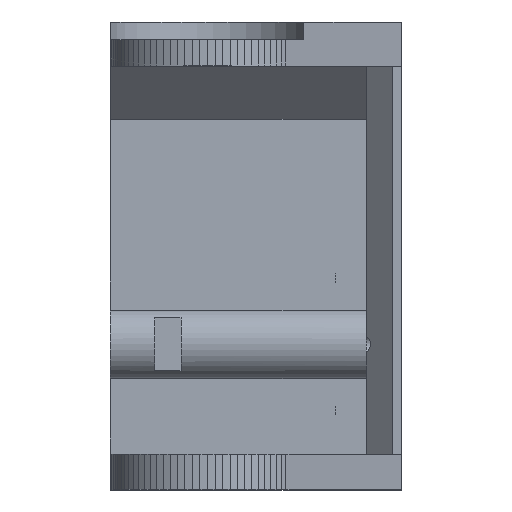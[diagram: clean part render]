
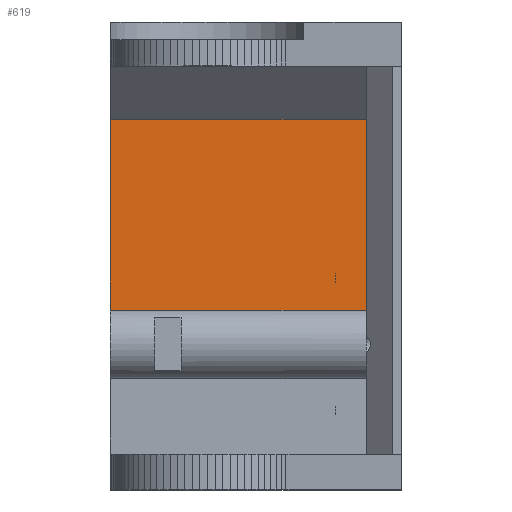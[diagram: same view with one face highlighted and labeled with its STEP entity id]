
A CAD part, top view. The second image highlights one B-rep face of the part: STEP entity #619.
In plain terms, the highlighted planar face has unit normal (0, 0, 1).
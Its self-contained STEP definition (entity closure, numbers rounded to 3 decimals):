
#32 = PLANE('',#33);
#33 = AXIS2_PLACEMENT_3D('',#34,#35,#36);
#34 = CARTESIAN_POINT('',(-14.,-1.,-73.));
#35 = DIRECTION('',(1.,0.,0.));
#36 = DIRECTION('',(0.,0.,1.));
#219 = VERTEX_POINT('',#220);
#220 = CARTESIAN_POINT('',(-14.,41.,-95.));
#234 = PLANE('',#235);
#235 = AXIS2_PLACEMENT_3D('',#236,#237,#238);
#236 = CARTESIAN_POINT('',(-14.,44.,-92.));
#237 = DIRECTION('',(0.,-0.707,0.707));
#238 = DIRECTION('',(1.,0.,0.));
#246 = EDGE_CURVE('',#219,#247,#249,.T.);
#247 = VERTEX_POINT('',#248);
#248 = CARTESIAN_POINT('',(-14.,26.454,-95.));
#249 = SURFACE_CURVE('',#250,(#254,#260),.PCURVE_S1.);
#250 = LINE('',#251,#252);
#251 = CARTESIAN_POINT('',(-14.,1.,-95.));
#252 = VECTOR('',#253,1.);
#253 = DIRECTION('',(0.,-1.,0.));
#254 = PCURVE('',#32,#255);
#255 = DEFINITIONAL_REPRESENTATION('',(#256),#259);
#256 = B_SPLINE_CURVE_WITH_KNOTS('',1,(#257,#258),.UNSPECIFIED.,.F.,.F.,
  (2,2),(-46.,-2.),.PIECEWISE_BEZIER_KNOTS.);
#257 = CARTESIAN_POINT('',(-22.,-48.));
#258 = CARTESIAN_POINT('',(-22.,-4.));
#259 = ( GEOMETRIC_REPRESENTATION_CONTEXT(2) 
PARAMETRIC_REPRESENTATION_CONTEXT() REPRESENTATION_CONTEXT('2D SPACE',''
  ) );
#260 = PCURVE('',#261,#266);
#261 = PLANE('',#262);
#262 = AXIS2_PLACEMENT_3D('',#263,#264,#265);
#263 = CARTESIAN_POINT('',(-26.,3.,-95.));
#264 = DIRECTION('',(0.,0.,1.));
#265 = DIRECTION('',(1.,0.,0.));
#266 = DEFINITIONAL_REPRESENTATION('',(#267),#270);
#267 = B_SPLINE_CURVE_WITH_KNOTS('',1,(#268,#269),.UNSPECIFIED.,.F.,.F.,
  (2,2),(-46.,-2.),.PIECEWISE_BEZIER_KNOTS.);
#268 = CARTESIAN_POINT('',(12.,44.));
#269 = CARTESIAN_POINT('',(12.,0.));
#270 = ( GEOMETRIC_REPRESENTATION_CONTEXT(2) 
PARAMETRIC_REPRESENTATION_CONTEXT() REPRESENTATION_CONTEXT('2D SPACE',''
  ) );
#291 = PLANE('',#292);
#292 = AXIS2_PLACEMENT_3D('',#293,#294,#295);
#293 = CARTESIAN_POINT('',(-14.,15.5,-96.));
#294 = DIRECTION('',(-1.,0.,0.));
#295 = DIRECTION('',(0.,0.,-1.));
#437 = EDGE_CURVE('',#438,#247,#440,.T.);
#438 = VERTEX_POINT('',#439);
#439 = CARTESIAN_POINT('',(-14.,19.373,-95.));
#440 = SURFACE_CURVE('',#441,(#445,#451),.PCURVE_S1.);
#441 = LINE('',#442,#443);
#442 = CARTESIAN_POINT('',(-14.,9.25,-95.));
#443 = VECTOR('',#444,1.);
#444 = DIRECTION('',(0.,1.,0.));
#445 = PCURVE('',#291,#446);
#446 = DEFINITIONAL_REPRESENTATION('',(#447),#450);
#447 = B_SPLINE_CURVE_WITH_KNOTS('',1,(#448,#449),.UNSPECIFIED.,.F.,.F.,
  (2,2),(-4.983,17.483),.PIECEWISE_BEZIER_KNOTS.);
#448 = CARTESIAN_POINT('',(-1.,11.233));
#449 = CARTESIAN_POINT('',(-1.,-11.233));
#450 = ( GEOMETRIC_REPRESENTATION_CONTEXT(2) 
PARAMETRIC_REPRESENTATION_CONTEXT() REPRESENTATION_CONTEXT('2D SPACE',''
  ) );
#451 = PCURVE('',#261,#452);
#452 = DEFINITIONAL_REPRESENTATION('',(#453),#456);
#453 = B_SPLINE_CURVE_WITH_KNOTS('',1,(#454,#455),.UNSPECIFIED.,.F.,.F.,
  (2,2),(-4.983,17.483),.PIECEWISE_BEZIER_KNOTS.);
#454 = CARTESIAN_POINT('',(12.,1.267));
#455 = CARTESIAN_POINT('',(12.,23.733));
#456 = ( GEOMETRIC_REPRESENTATION_CONTEXT(2) 
PARAMETRIC_REPRESENTATION_CONTEXT() REPRESENTATION_CONTEXT('2D SPACE',''
  ) );
#619 = ADVANCED_FACE('',(#620),#261,.T.);
#620 = FACE_BOUND('',#621,.T.);
#621 = EDGE_LOOP('',(#622,#648,#674,#695,#716,#717));
#622 = ORIENTED_EDGE('',*,*,#623,.F.);
#623 = EDGE_CURVE('',#624,#438,#626,.T.);
#624 = VERTEX_POINT('',#625);
#625 = CARTESIAN_POINT('',(15.,19.373,-95.));
#626 = SURFACE_CURVE('',#627,(#631,#637),.PCURVE_S1.);
#627 = LINE('',#628,#629);
#628 = CARTESIAN_POINT('',(19.,19.373,-95.));
#629 = VECTOR('',#630,1.);
#630 = DIRECTION('',(-1.,0.,0.));
#631 = PCURVE('',#261,#632);
#632 = DEFINITIONAL_REPRESENTATION('',(#633),#636);
#633 = B_SPLINE_CURVE_WITH_KNOTS('',1,(#634,#635),.UNSPECIFIED.,.F.,.F.,
  (2,2),(1.1,33.),.PIECEWISE_BEZIER_KNOTS.);
#634 = CARTESIAN_POINT('',(43.9,16.373));
#635 = CARTESIAN_POINT('',(12.,16.373));
#636 = ( GEOMETRIC_REPRESENTATION_CONTEXT(2) 
PARAMETRIC_REPRESENTATION_CONTEXT() REPRESENTATION_CONTEXT('2D SPACE',''
  ) );
#637 = PCURVE('',#638,#643);
#638 = CYLINDRICAL_SURFACE('',#639,4.);
#639 = AXIS2_PLACEMENT_3D('',#640,#641,#642);
#640 = CARTESIAN_POINT('',(19.,15.5,-96.));
#641 = DIRECTION('',(-1.,0.,0.));
#642 = DIRECTION('',(0.,0.,-1.));
#643 = DEFINITIONAL_REPRESENTATION('',(#644),#647);
#644 = B_SPLINE_CURVE_WITH_KNOTS('',1,(#645,#646),.UNSPECIFIED.,.F.,.F.,
  (2,2),(1.1,33.),.PIECEWISE_BEZIER_KNOTS.);
#645 = CARTESIAN_POINT('',(4.46,1.1));
#646 = CARTESIAN_POINT('',(4.46,33.));
#647 = ( GEOMETRIC_REPRESENTATION_CONTEXT(2) 
PARAMETRIC_REPRESENTATION_CONTEXT() REPRESENTATION_CONTEXT('2D SPACE',''
  ) );
#648 = ORIENTED_EDGE('',*,*,#649,.T.);
#649 = EDGE_CURVE('',#624,#650,#652,.T.);
#650 = VERTEX_POINT('',#651);
#651 = CARTESIAN_POINT('',(15.,23.,-95.));
#652 = SURFACE_CURVE('',#653,(#657,#663),.PCURVE_S1.);
#653 = LINE('',#654,#655);
#654 = CARTESIAN_POINT('',(15.,27.5,-95.));
#655 = VECTOR('',#656,1.);
#656 = DIRECTION('',(0.,1.,0.));
#657 = PCURVE('',#261,#658);
#658 = DEFINITIONAL_REPRESENTATION('',(#659),#662);
#659 = B_SPLINE_CURVE_WITH_KNOTS('',1,(#660,#661),.UNSPECIFIED.,.F.,.F.,
  (2,2),(-24.5,13.5),.PIECEWISE_BEZIER_KNOTS.);
#660 = CARTESIAN_POINT('',(41.,0.));
#661 = CARTESIAN_POINT('',(41.,38.));
#662 = ( GEOMETRIC_REPRESENTATION_CONTEXT(2) 
PARAMETRIC_REPRESENTATION_CONTEXT() REPRESENTATION_CONTEXT('2D SPACE',''
  ) );
#663 = PCURVE('',#664,#669);
#664 = PLANE('',#665);
#665 = AXIS2_PLACEMENT_3D('',#666,#667,#668);
#666 = CARTESIAN_POINT('',(15.,52.,-99.));
#667 = DIRECTION('',(1.,0.,0.));
#668 = DIRECTION('',(0.,-1.,0.));
#669 = DEFINITIONAL_REPRESENTATION('',(#670),#673);
#670 = B_SPLINE_CURVE_WITH_KNOTS('',1,(#671,#672),.UNSPECIFIED.,.F.,.F.,
  (2,2),(-24.5,13.5),.PIECEWISE_BEZIER_KNOTS.);
#671 = CARTESIAN_POINT('',(49.,-4.));
#672 = CARTESIAN_POINT('',(11.,-4.));
#673 = ( GEOMETRIC_REPRESENTATION_CONTEXT(2) 
PARAMETRIC_REPRESENTATION_CONTEXT() REPRESENTATION_CONTEXT('2D SPACE',''
  ) );
#674 = ORIENTED_EDGE('',*,*,#675,.T.);
#675 = EDGE_CURVE('',#650,#676,#678,.T.);
#676 = VERTEX_POINT('',#677);
#677 = CARTESIAN_POINT('',(15.,41.,-95.));
#678 = SURFACE_CURVE('',#679,(#683,#689),.PCURVE_S1.);
#679 = LINE('',#680,#681);
#680 = CARTESIAN_POINT('',(15.,27.5,-95.));
#681 = VECTOR('',#682,1.);
#682 = DIRECTION('',(0.,1.,0.));
#683 = PCURVE('',#261,#684);
#684 = DEFINITIONAL_REPRESENTATION('',(#685),#688);
#685 = B_SPLINE_CURVE_WITH_KNOTS('',1,(#686,#687),.UNSPECIFIED.,.F.,.F.,
  (2,2),(-24.5,13.5),.PIECEWISE_BEZIER_KNOTS.);
#686 = CARTESIAN_POINT('',(41.,0.));
#687 = CARTESIAN_POINT('',(41.,38.));
#688 = ( GEOMETRIC_REPRESENTATION_CONTEXT(2) 
PARAMETRIC_REPRESENTATION_CONTEXT() REPRESENTATION_CONTEXT('2D SPACE',''
  ) );
#689 = PCURVE('',#664,#690);
#690 = DEFINITIONAL_REPRESENTATION('',(#691),#694);
#691 = B_SPLINE_CURVE_WITH_KNOTS('',1,(#692,#693),.UNSPECIFIED.,.F.,.F.,
  (2,2),(-24.5,13.5),.PIECEWISE_BEZIER_KNOTS.);
#692 = CARTESIAN_POINT('',(49.,-4.));
#693 = CARTESIAN_POINT('',(11.,-4.));
#694 = ( GEOMETRIC_REPRESENTATION_CONTEXT(2) 
PARAMETRIC_REPRESENTATION_CONTEXT() REPRESENTATION_CONTEXT('2D SPACE',''
  ) );
#695 = ORIENTED_EDGE('',*,*,#696,.F.);
#696 = EDGE_CURVE('',#219,#676,#697,.T.);
#697 = SURFACE_CURVE('',#698,(#702,#709),.PCURVE_S1.);
#698 = LINE('',#699,#700);
#699 = CARTESIAN_POINT('',(-14.,41.,-95.));
#700 = VECTOR('',#701,1.);
#701 = DIRECTION('',(1.,0.,0.));
#702 = PCURVE('',#261,#703);
#703 = DEFINITIONAL_REPRESENTATION('',(#704),#708);
#704 = LINE('',#705,#706);
#705 = CARTESIAN_POINT('',(12.,38.));
#706 = VECTOR('',#707,1.);
#707 = DIRECTION('',(1.,0.));
#708 = ( GEOMETRIC_REPRESENTATION_CONTEXT(2) 
PARAMETRIC_REPRESENTATION_CONTEXT() REPRESENTATION_CONTEXT('2D SPACE',''
  ) );
#709 = PCURVE('',#234,#710);
#710 = DEFINITIONAL_REPRESENTATION('',(#711),#715);
#711 = LINE('',#712,#713);
#712 = CARTESIAN_POINT('',(0.,-4.243));
#713 = VECTOR('',#714,1.);
#714 = DIRECTION('',(1.,0.));
#715 = ( GEOMETRIC_REPRESENTATION_CONTEXT(2) 
PARAMETRIC_REPRESENTATION_CONTEXT() REPRESENTATION_CONTEXT('2D SPACE',''
  ) );
#716 = ORIENTED_EDGE('',*,*,#246,.T.);
#717 = ORIENTED_EDGE('',*,*,#437,.F.);
